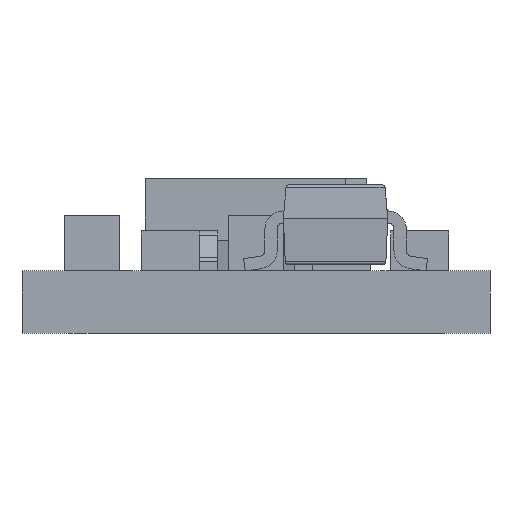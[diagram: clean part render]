
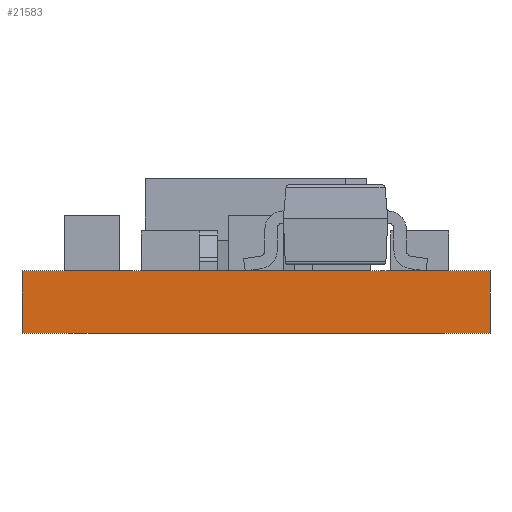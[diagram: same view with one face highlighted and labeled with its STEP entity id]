
A CAD part, front view. The second image highlights one B-rep face of the part: STEP entity #21583.
In plain terms, the highlighted planar face has unit normal (0, -1, 0).
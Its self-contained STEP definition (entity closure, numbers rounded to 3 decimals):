
#509 = VECTOR ( 'NONE', #30336, 1000. ) ;
#1067 = LINE ( 'NONE', #11686, #9233 ) ;
#1786 = CARTESIAN_POINT ( 'NONE',  ( 0., 0., 1.016 ) ) ;
#2851 = VERTEX_POINT ( 'NONE', #12439 ) ;
#3415 = VERTEX_POINT ( 'NONE', #6156 ) ;
#5114 = AXIS2_PLACEMENT_3D ( 'NONE', #5807, #5911, #22077 ) ;
#5513 = VECTOR ( 'NONE', #11528, 1000. ) ;
#5604 = DIRECTION ( 'NONE',  ( 0., 0., -1. ) ) ;
#5807 = CARTESIAN_POINT ( 'NONE',  ( 0., 0., 1.016 ) ) ;
#5911 = DIRECTION ( 'NONE',  ( 0., 1., 0. ) ) ;
#6156 = CARTESIAN_POINT ( 'NONE',  ( 0., 0., 1.016 ) ) ;
#6812 = DIRECTION ( 'NONE',  ( 1., 0., 0. ) ) ;
#6932 = ORIENTED_EDGE ( 'NONE', *, *, #23390, .F. ) ;
#7921 = LINE ( 'NONE', #1786, #509 ) ;
#8015 = FACE_OUTER_BOUND ( 'NONE', #24275, .T. ) ;
#8432 = ORIENTED_EDGE ( 'NONE', *, *, #28818, .T. ) ;
#8642 = VERTEX_POINT ( 'NONE', #15590 ) ;
#9233 = VECTOR ( 'NONE', #6812, 1000. ) ;
#9350 = CARTESIAN_POINT ( 'NONE',  ( 0., 0., 1.016 ) ) ;
#11363 = EDGE_CURVE ( 'NONE', #8642, #2851, #25453, .T. ) ;
#11528 = DIRECTION ( 'NONE',  ( 1., 0., 0. ) ) ;
#11686 = CARTESIAN_POINT ( 'NONE',  ( 0., 0., 0. ) ) ;
#11886 = ORIENTED_EDGE ( 'NONE', *, *, #23200, .T. ) ;
#12439 = CARTESIAN_POINT ( 'NONE',  ( 7.62, 0., 0. ) ) ;
#13887 = CARTESIAN_POINT ( 'NONE',  ( 0., 0., 0. ) ) ;
#15590 = CARTESIAN_POINT ( 'NONE',  ( 7.62, 0., 1.016 ) ) ;
#17743 = PLANE ( 'NONE',  #5114 ) ;
#18138 = VERTEX_POINT ( 'NONE', #13887 ) ;
#18918 = LINE ( 'NONE', #9350, #5513 ) ;
#21583 = ADVANCED_FACE ( 'NONE', ( #8015 ), #17743, .F. ) ;
#22077 = DIRECTION ( 'NONE',  ( 0., 0., 1. ) ) ;
#23200 = EDGE_CURVE ( 'NONE', #18138, #2851, #1067, .T. ) ;
#23390 = EDGE_CURVE ( 'NONE', #3415, #8642, #18918, .T. ) ;
#24275 = EDGE_LOOP ( 'NONE', ( #11886, #24578, #6932, #8432 ) ) ;
#24578 = ORIENTED_EDGE ( 'NONE', *, *, #11363, .F. ) ;
#25453 = LINE ( 'NONE', #29559, #27701 ) ;
#27701 = VECTOR ( 'NONE', #5604, 1000. ) ;
#28818 = EDGE_CURVE ( 'NONE', #3415, #18138, #7921, .T. ) ;
#29559 = CARTESIAN_POINT ( 'NONE',  ( 7.62, 0., 1.016 ) ) ;
#30336 = DIRECTION ( 'NONE',  ( 0., 0., -1. ) ) ;
